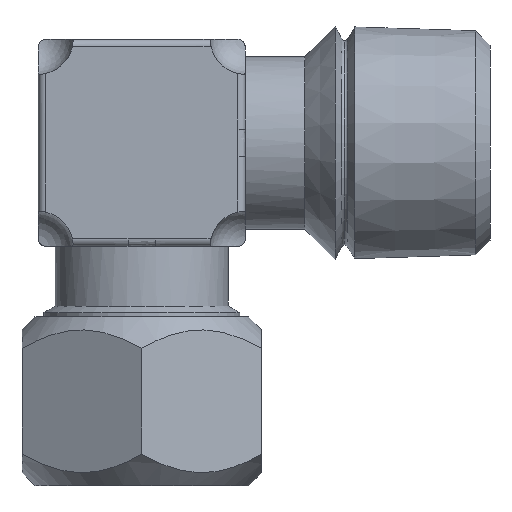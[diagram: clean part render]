
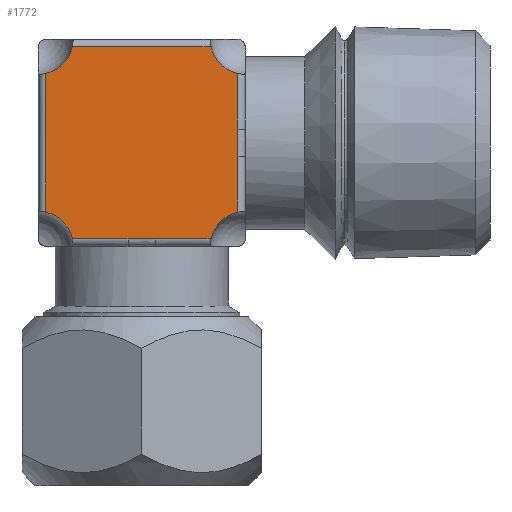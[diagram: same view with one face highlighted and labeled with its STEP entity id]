
A CAD part, left-side view. The second image highlights one B-rep face of the part: STEP entity #1772.
In plain terms, the highlighted planar face has unit normal (-1, 0, 0).
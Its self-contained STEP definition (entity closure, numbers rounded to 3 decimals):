
#1751 = VERTEX_POINT ( 'NONE', #2241 ) ;
#1763 = VERTEX_POINT ( 'NONE', #2218 ) ;
#1769 = EDGE_LOOP ( 'NONE', ( #1770, #1801, #1796, #1798, #1786, #1782, #1806, #1828, #1811, #1809, #1805, #2056 ) ) ;
#1770 = ORIENTED_EDGE ( 'NONE', *, *, #1771, .F. ) ;
#1771 = EDGE_CURVE ( 'NONE', #1751, #1763, #2259, .T. ) ;
#1772 = ADVANCED_FACE ( 'NONE', ( #2255 ), #2254, .F. ) ;
#1780 = VERTEX_POINT ( 'NONE', #2289 ) ;
#1781 = VERTEX_POINT ( 'NONE', #2288 ) ;
#1782 = ORIENTED_EDGE ( 'NONE', *, *, #1785, .T. ) ;
#1783 = EDGE_CURVE ( 'NONE', #1780, #1790, #2287, .T. ) ;
#1785 = EDGE_CURVE ( 'NONE', #1780, #1781, #2342, .T. ) ;
#1786 = ORIENTED_EDGE ( 'NONE', *, *, #1783, .F. ) ;
#1790 = VERTEX_POINT ( 'NONE', #2336 ) ;
#1791 = EDGE_CURVE ( 'NONE', #1797, #1790, #2335, .T. ) ;
#1796 = ORIENTED_EDGE ( 'NONE', *, *, #1799, .T. ) ;
#1797 = VERTEX_POINT ( 'NONE', #2371 ) ;
#1798 = ORIENTED_EDGE ( 'NONE', *, *, #1791, .T. ) ;
#1799 = EDGE_CURVE ( 'NONE', #1802, #1797, #2370, .T. ) ;
#1800 = EDGE_CURVE ( 'NONE', #1751, #1802, #2368, .T. ) ;
#1801 = ORIENTED_EDGE ( 'NONE', *, *, #1800, .T. ) ;
#1802 = VERTEX_POINT ( 'NONE', #2358 ) ;
#1803 = VERTEX_POINT ( 'NONE', #2357 ) ;
#1804 = EDGE_CURVE ( 'NONE', #1810, #1803, #2355, .T. ) ;
#1805 = ORIENTED_EDGE ( 'NONE', *, *, #1804, .T. ) ;
#1806 = ORIENTED_EDGE ( 'NONE', *, *, #1829, .F. ) ;
#1807 = VERTEX_POINT ( 'NONE', #2354 ) ;
#1808 = EDGE_CURVE ( 'NONE', #1807, #1810, #2353, .T. ) ;
#1809 = ORIENTED_EDGE ( 'NONE', *, *, #1808, .T. ) ;
#1810 = VERTEX_POINT ( 'NONE', #2345 ) ;
#1811 = ORIENTED_EDGE ( 'NONE', *, *, #1813, .F. ) ;
#1812 = VERTEX_POINT ( 'NONE', #2402 ) ;
#1813 = EDGE_CURVE ( 'NONE', #1807, #1812, #2401, .T. ) ;
#1826 = EDGE_CURVE ( 'NONE', #1827, #1812, #2396, .T. ) ;
#1827 = VERTEX_POINT ( 'NONE', #2392 ) ;
#1828 = ORIENTED_EDGE ( 'NONE', *, *, #1826, .T. ) ;
#1829 = EDGE_CURVE ( 'NONE', #1827, #1781, #2391, .T. ) ;
#2055 = EDGE_CURVE ( 'NONE', #1803, #1763, #2411, .T. ) ;
#2056 = ORIENTED_EDGE ( 'NONE', *, *, #2055, .T. ) ;
#2218 = CARTESIAN_POINT ( 'NONE',  ( -8.5, -6.368, -8.833 ) ) ;
#2241 = CARTESIAN_POINT ( 'NONE',  ( -8.5, -8.833, -6.368 ) ) ;
#2250 = DIRECTION ( 'NONE',  ( 0., 0., -1. ) ) ;
#2251 = DIRECTION ( 'NONE',  ( 1., 0., 0. ) ) ;
#2252 = AXIS2_PLACEMENT_3D ( 'NONE', #2253, #2251, #2250 ) ;
#2253 = CARTESIAN_POINT ( 'NONE',  ( -8.5, 0., 0. ) ) ;
#2254 = PLANE ( 'NONE',  #2252 ) ;
#2255 = FACE_OUTER_BOUND ( 'NONE', #1769, .T. ) ;
#2256 = DIRECTION ( 'NONE',  ( 0., 0., -1. ) ) ;
#2257 = DIRECTION ( 'NONE',  ( -1., 0., 0. ) ) ;
#2258 = AXIS2_PLACEMENT_3D ( 'NONE', #2268, #2257, #2256 ) ;
#2259 = CIRCLE ( 'NONE', #2258, 3.202 ) ;
#2268 = CARTESIAN_POINT ( 'NONE',  ( -8.5, -9.5, -9.5 ) ) ;
#2283 = DIRECTION ( 'NONE',  ( 0., 0., -1. ) ) ;
#2284 = DIRECTION ( 'NONE',  ( -1., 0., 0. ) ) ;
#2285 = CARTESIAN_POINT ( 'NONE',  ( -8.5, -9.5, 9.5 ) ) ;
#2286 = AXIS2_PLACEMENT_3D ( 'NONE', #2285, #2284, #2283 ) ;
#2287 = CIRCLE ( 'NONE', #2286, 3.202 ) ;
#2288 = CARTESIAN_POINT ( 'NONE',  ( -8.5, 6.368, 8.833 ) ) ;
#2289 = CARTESIAN_POINT ( 'NONE',  ( -8.5, -6.368, 8.833 ) ) ;
#2322 = DIRECTION ( 'NONE',  ( 0., 0., 1. ) ) ;
#2333 = VECTOR ( 'NONE', #2322, 1000. ) ;
#2334 = CARTESIAN_POINT ( 'NONE',  ( -8.5, -8.833, 9.5 ) ) ;
#2335 = LINE ( 'NONE', #2334, #2333 ) ;
#2336 = CARTESIAN_POINT ( 'NONE',  ( -8.5, -8.833, 6.368 ) ) ;
#2339 = DIRECTION ( 'NONE',  ( 0., 1., 0. ) ) ;
#2340 = VECTOR ( 'NONE', #2339, 1000. ) ;
#2341 = CARTESIAN_POINT ( 'NONE',  ( -8.5, 9.5, 8.833 ) ) ;
#2342 = LINE ( 'NONE', #2341, #2340 ) ;
#2343 = DIRECTION ( 'NONE',  ( 0., -1., 0. ) ) ;
#2344 = VECTOR ( 'NONE', #2343, 1000. ) ;
#2345 = CARTESIAN_POINT ( 'NONE',  ( -8.5, 1.26, -8.833 ) ) ;
#2346 = CARTESIAN_POINT ( 'NONE',  ( -8.5, -1.26, -8.833 ) ) ;
#2347 = CARTESIAN_POINT ( 'NONE',  ( -8.5, -0.849, -8.833 ) ) ;
#2348 = CARTESIAN_POINT ( 'NONE',  ( -8.5, -0.437, -8.841 ) ) ;
#2349 = CARTESIAN_POINT ( 'NONE',  ( -8.5, -0.026, -8.841 ) ) ;
#2350 = CARTESIAN_POINT ( 'NONE',  ( -8.5, 0.403, -8.841 ) ) ;
#2351 = CARTESIAN_POINT ( 'NONE',  ( -8.5, 0.831, -8.833 ) ) ;
#2352 = CARTESIAN_POINT ( 'NONE',  ( -8.5, 1.26, -8.833 ) ) ;
#2353 = LINE ( 'NONE', #2356, #2344 ) ;
#2354 = CARTESIAN_POINT ( 'NONE',  ( -8.5, 6.368, -8.833 ) ) ;
#2355 = B_SPLINE_CURVE_WITH_KNOTS ( 'NONE', 3,
 ( #2352, #2351, #2350, #2349, #2348, #2347, #2346 ),
 .UNSPECIFIED., .F., .F.,
 ( 4, 3, 4 ),
 ( 0., 0.001, 0.003 ),
 .UNSPECIFIED. ) ;
#2356 = CARTESIAN_POINT ( 'NONE',  ( -8.5, -9.5, -8.833 ) ) ;
#2357 = CARTESIAN_POINT ( 'NONE',  ( -8.5, -1.26, -8.833 ) ) ;
#2358 = CARTESIAN_POINT ( 'NONE',  ( -8.5, -8.833, -1.26 ) ) ;
#2359 = DIRECTION ( 'NONE',  ( 0., 0., 1. ) ) ;
#2360 = VECTOR ( 'NONE', #2359, 1000. ) ;
#2361 = CARTESIAN_POINT ( 'NONE',  ( -8.5, -8.833, 1.26 ) ) ;
#2362 = CARTESIAN_POINT ( 'NONE',  ( -8.5, -8.833, 0.849 ) ) ;
#2363 = CARTESIAN_POINT ( 'NONE',  ( -8.5, -8.841, 0.437 ) ) ;
#2364 = CARTESIAN_POINT ( 'NONE',  ( -8.5, -8.841, 0.026 ) ) ;
#2365 = CARTESIAN_POINT ( 'NONE',  ( -8.5, -8.841, -0.403 ) ) ;
#2366 = CARTESIAN_POINT ( 'NONE',  ( -8.5, -8.833, -0.831 ) ) ;
#2367 = CARTESIAN_POINT ( 'NONE',  ( -8.5, -8.833, -1.26 ) ) ;
#2368 = LINE ( 'NONE', #2369, #2360 ) ;
#2369 = CARTESIAN_POINT ( 'NONE',  ( -8.5, -8.833, 9.5 ) ) ;
#2370 = B_SPLINE_CURVE_WITH_KNOTS ( 'NONE', 3,
 ( #2367, #2366, #2365, #2364, #2363, #2362, #2361 ),
 .UNSPECIFIED., .F., .F.,
 ( 4, 3, 4 ),
 ( 0., 0.001, 0.003 ),
 .UNSPECIFIED. ) ;
#2371 = CARTESIAN_POINT ( 'NONE',  ( -8.5, -8.833, 1.26 ) ) ;
#2387 = DIRECTION ( 'NONE',  ( 0., 0., -1. ) ) ;
#2388 = DIRECTION ( 'NONE',  ( -1., 0., 0. ) ) ;
#2389 = CARTESIAN_POINT ( 'NONE',  ( -8.5, 9.5, 9.5 ) ) ;
#2390 = AXIS2_PLACEMENT_3D ( 'NONE', #2389, #2388, #2387 ) ;
#2391 = CIRCLE ( 'NONE', #2390, 3.202 ) ;
#2392 = CARTESIAN_POINT ( 'NONE',  ( -8.5, 8.833, 6.368 ) ) ;
#2393 = DIRECTION ( 'NONE',  ( 0., 0., -1. ) ) ;
#2394 = VECTOR ( 'NONE', #2393, 1000. ) ;
#2395 = CARTESIAN_POINT ( 'NONE',  ( -8.5, 8.833, -9.5 ) ) ;
#2396 = LINE ( 'NONE', #2395, #2394 ) ;
#2397 = DIRECTION ( 'NONE',  ( 0., 0., -1. ) ) ;
#2398 = DIRECTION ( 'NONE',  ( -1., 0., 0. ) ) ;
#2399 = CARTESIAN_POINT ( 'NONE',  ( -8.5, 9.5, -9.5 ) ) ;
#2400 = AXIS2_PLACEMENT_3D ( 'NONE', #2399, #2398, #2397 ) ;
#2401 = CIRCLE ( 'NONE', #2400, 3.202 ) ;
#2402 = CARTESIAN_POINT ( 'NONE',  ( -8.5, 8.833, -6.368 ) ) ;
#2409 = VECTOR ( 'NONE', #2457, 1000. ) ;
#2410 = CARTESIAN_POINT ( 'NONE',  ( -8.5, -9.5, -8.833 ) ) ;
#2411 = LINE ( 'NONE', #2410, #2409 ) ;
#2457 = DIRECTION ( 'NONE',  ( 0., -1., 0. ) ) ;
